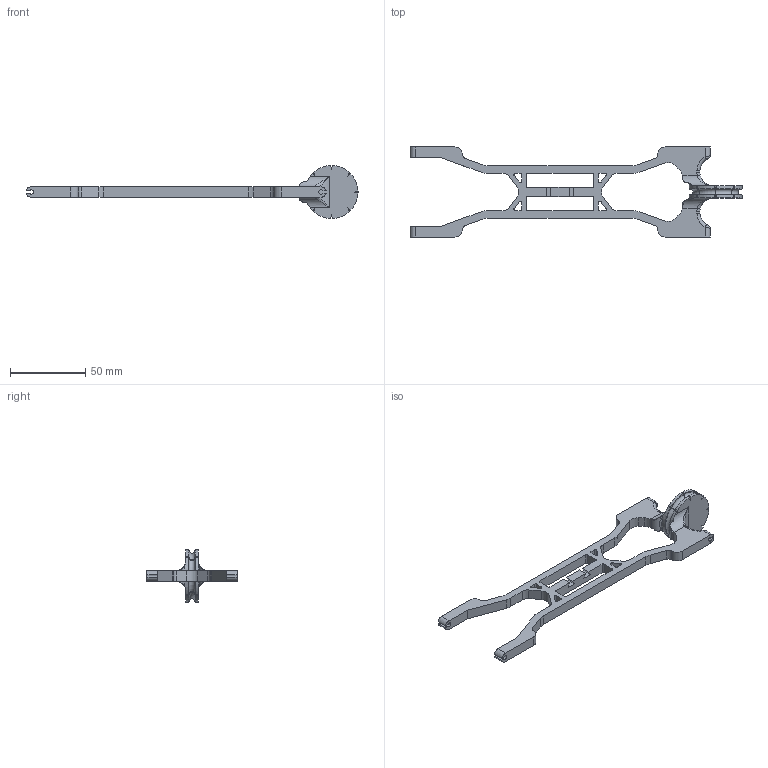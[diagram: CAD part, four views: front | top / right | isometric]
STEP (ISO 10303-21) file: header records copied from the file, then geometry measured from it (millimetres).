
FILE_DESCRIPTION(/* description */ ('STEP AP203'),/* implementation_level */ '2;1');
FILE_NAME(/* name */ '5-link-long-pulley-30.step',/* time_stamp */ '2025-05-03T11:55:12+02:00',/* author */ (''),/* organization */ (''),/* preprocessor_version */ 'ST-DEVELOPER v20.1',/* originating_system */ 'Autodesk Translation Framework v14.4.0.0',/* authorisation */ '');
FILE_SCHEMA (('AUTOMOTIVE_DESIGN { 1 0 10303 214 3 1 1 }'));
Length unit declared in the file: millimetre
Products named in the file (1): link-generative-with-pulley-30
Bounding box: 221.05 x 60 x 35.25 mm (x, y, z)
Volume: 32112 mm3; surface area: 18160.1 mm2
Topology: 1 solids, 1 shells, 232 faces, 671 edges, 434 vertices
Faces by surface type: plane 115, cylinder 94, torus 13, bspline 10
Entity records: 9655 total; most frequent: CARTESIAN_POINT 3505, ORIENTED_EDGE 1334, DIRECTION 1248, EDGE_CURVE 667, VERTEX_POINT 434, AXIS2_PLACEMENT_3D 434, LINE 380, VECTOR 380
